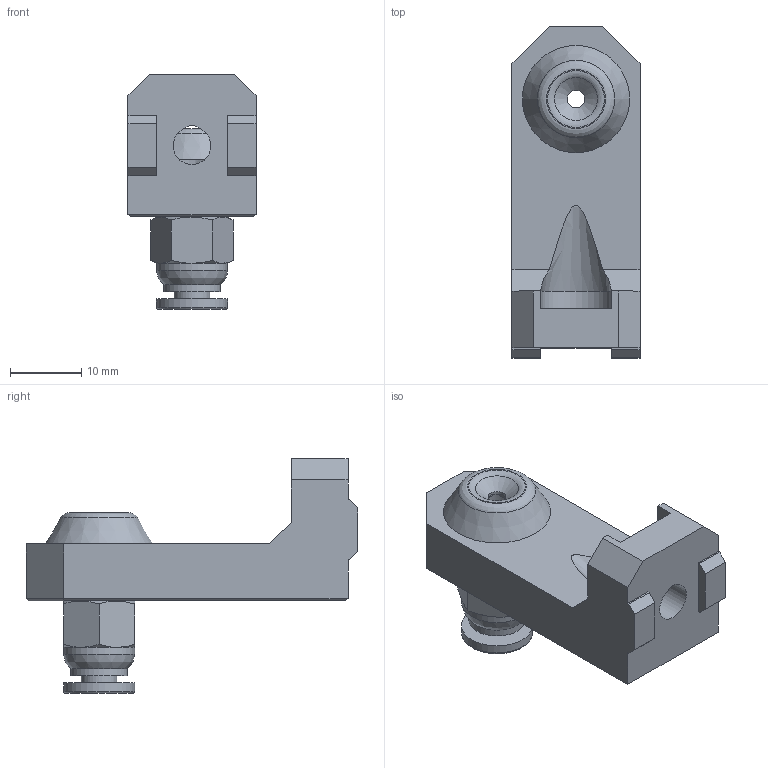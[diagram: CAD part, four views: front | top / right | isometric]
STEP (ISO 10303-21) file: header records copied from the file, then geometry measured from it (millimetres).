
FILE_DESCRIPTION(/* description */ (''),/* implementation_level */ '2;1');
FILE_NAME(/* name */ 'frame_mount_angled.step',/* time_stamp */ '2024-10-11T11:26:23+02:00',/* author */ (''),/* organization */ (''),/* preprocessor_version */ 'ST-DEVELOPER v20',/* originating_system */ 'Autodesk Translation Framework v13.20.0.188',/* authorisation */ '');
FILE_SCHEMA (('AUTOMOTIVE_DESIGN { 1 0 10303 214 3 1 1 }'));
Length unit declared in the file: millimetre
Products named in the file (2): frame_mount_angled; pc4-m10
Assembly tree (1 placements, depth 2):
  frame_mount_angled
    pc4-m10
Bounding box: 18 x 46.67 x 33.03 mm (x, y, z)
Volume: 8512.8 mm3; surface area: 4951.5 mm2
Topology: 2 solids, 4 shells, 151 faces, 383 edges, 243 vertices
Faces by surface type: plane 90, cylinder 38, cone 14, bspline 5, torus 4
Full cylindrical faces by diameter (mm): 2.5 x1, 4.2 x1, 4.4 x1, 5 x1, 6.2 x1, 8 x1, 8.744 x3, 9.036 x6, 9.884 x3, 10 x2, 10.147 x5
Entity records: 7598 total; most frequent: CARTESIAN_POINT 4023, ORIENTED_EDGE 766, DIRECTION 668, EDGE_CURVE 383, VERTEX_POINT 243, LINE 226, VECTOR 226, AXIS2_PLACEMENT_3D 221
